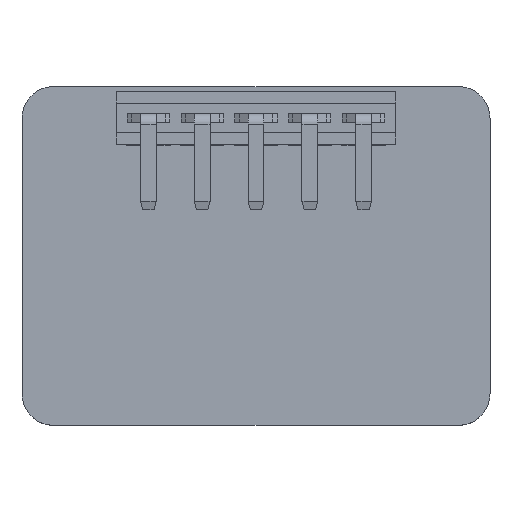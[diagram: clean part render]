
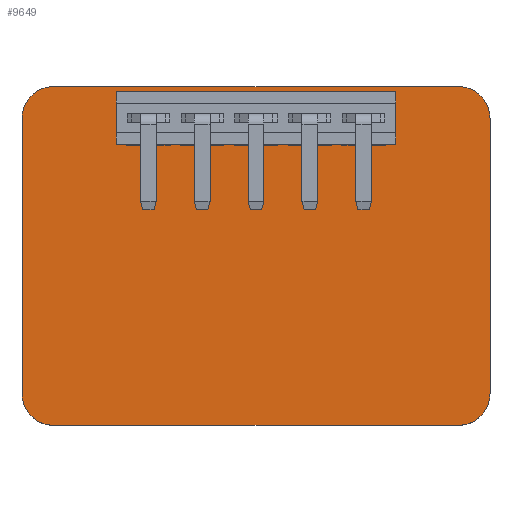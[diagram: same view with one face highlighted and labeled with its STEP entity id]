
A CAD part, top view. The second image highlights one B-rep face of the part: STEP entity #9649.
In plain terms, the highlighted planar face has unit normal (0, 0, 1).
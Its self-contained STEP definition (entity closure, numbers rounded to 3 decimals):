
#17 = EDGE_CURVE ( 'NONE', #3102, #10127, #8800, .T. ) ;
#73 = VERTEX_POINT ( 'NONE', #4924 ) ;
#75 = ORIENTED_EDGE ( 'NONE', *, *, #1216, .T. ) ;
#84 = EDGE_CURVE ( 'NONE', #8378, #3589, #4062, .T. ) ;
#425 = ORIENTED_EDGE ( 'NONE', *, *, #5893, .T. ) ;
#546 = DIRECTION ( 'NONE',  ( 1., 0., 0. ) ) ;
#682 = VERTEX_POINT ( 'NONE', #8860 ) ;
#988 = DIRECTION ( 'NONE',  ( 1., 0., 0. ) ) ;
#1041 = DIRECTION ( 'NONE',  ( 0., 0., 1. ) ) ;
#1216 = EDGE_CURVE ( 'NONE', #3900, #8378, #6672, .T. ) ;
#1390 = LINE ( 'NONE', #8406, #3608 ) ;
#1588 = DIRECTION ( 'NONE',  ( 0., -1., 0. ) ) ;
#1792 = CARTESIAN_POINT ( 'NONE',  ( -83.884, 3.793, 39.534 ) ) ;
#1858 = CARTESIAN_POINT ( 'NONE',  ( -104.484, 5.293, 39.534 ) ) ;
#1973 = CARTESIAN_POINT ( 'NONE',  ( -85.384, 5.293, 39.534 ) ) ;
#2313 = DIRECTION ( 'NONE',  ( -1., 0., 0. ) ) ;
#3102 = VERTEX_POINT ( 'NONE', #5494 ) ;
#3195 = FACE_OUTER_BOUND ( 'NONE', #6373, .T. ) ;
#3196 = ORIENTED_EDGE ( 'NONE', *, *, #84, .T. ) ;
#3589 = VERTEX_POINT ( 'NONE', #5837 ) ;
#3608 = VECTOR ( 'NONE', #1588, 1000. ) ;
#3609 = ORIENTED_EDGE ( 'NONE', *, *, #5484, .T. ) ;
#3900 = VERTEX_POINT ( 'NONE', #3985 ) ;
#3985 = CARTESIAN_POINT ( 'NONE',  ( -104.484, 19.793, 39.534 ) ) ;
#4002 = DIRECTION ( 'NONE',  ( 0., 0., 1. ) ) ;
#4060 = DIRECTION ( 'NONE',  ( 1., 0., 0. ) ) ;
#4062 = LINE ( 'NONE', #8081, #10015 ) ;
#4885 = DIRECTION ( 'NONE',  ( 0., -1., 0. ) ) ;
#4924 = CARTESIAN_POINT ( 'NONE',  ( -83.884, 18.293, 39.534 ) ) ;
#5027 = CARTESIAN_POINT ( 'NONE',  ( -104.484, 18.293, 39.534 ) ) ;
#5175 = EDGE_CURVE ( 'NONE', #73, #682, #5185, .T. ) ;
#5185 = CIRCLE ( 'NONE', #9779, 1.5 ) ;
#5219 = CARTESIAN_POINT ( 'NONE',  ( -104.484, 3.793, 39.534 ) ) ;
#5238 = VECTOR ( 'NONE', #2313, 1000. ) ;
#5249 = CARTESIAN_POINT ( 'NONE',  ( -105.984, 18.293, 39.534 ) ) ;
#5433 = ORIENTED_EDGE ( 'NONE', *, *, #8136, .T. ) ;
#5484 = EDGE_CURVE ( 'NONE', #3102, #9444, #5680, .T. ) ;
#5494 = CARTESIAN_POINT ( 'NONE',  ( -85.384, 3.793, 39.534 ) ) ;
#5505 = AXIS2_PLACEMENT_3D ( 'NONE', #1858, #1041, #988 ) ;
#5680 = CIRCLE ( 'NONE', #7134, 1.5 ) ;
#5837 = CARTESIAN_POINT ( 'NONE',  ( -105.984, 5.293, 39.534 ) ) ;
#5893 = EDGE_CURVE ( 'NONE', #682, #3900, #10123, .T. ) ;
#6169 = PLANE ( 'NONE',  #7451 ) ;
#6368 = EDGE_CURVE ( 'NONE', #73, #9444, #1390, .T. ) ;
#6373 = EDGE_LOOP ( 'NONE', ( #8062, #6929, #425, #75, #3196, #5433, #8228, #3609 ) ) ;
#6672 = CIRCLE ( 'NONE', #8984, 1.5 ) ;
#6706 = DIRECTION ( 'NONE',  ( 1., 0., 0. ) ) ;
#6929 = ORIENTED_EDGE ( 'NONE', *, *, #5175, .T. ) ;
#7095 = DIRECTION ( 'NONE',  ( 1., 0., 0. ) ) ;
#7134 = AXIS2_PLACEMENT_3D ( 'NONE', #1973, #9859, #6706 ) ;
#7451 = AXIS2_PLACEMENT_3D ( 'NONE', #10156, #4002, #7095 ) ;
#7496 = CIRCLE ( 'NONE', #5505, 1.5 ) ;
#7566 = CARTESIAN_POINT ( 'NONE',  ( -85.384, 18.293, 39.534 ) ) ;
#8062 = ORIENTED_EDGE ( 'NONE', *, *, #6368, .F. ) ;
#8081 = CARTESIAN_POINT ( 'NONE',  ( -105.984, 19.793, 39.534 ) ) ;
#8136 = EDGE_CURVE ( 'NONE', #3589, #10127, #7496, .T. ) ;
#8228 = ORIENTED_EDGE ( 'NONE', *, *, #17, .F. ) ;
#8338 = DIRECTION ( 'NONE',  ( 0., 0., 1. ) ) ;
#8378 = VERTEX_POINT ( 'NONE', #5249 ) ;
#8406 = CARTESIAN_POINT ( 'NONE',  ( -83.884, 19.793, 39.534 ) ) ;
#8539 = VECTOR ( 'NONE', #8751, 1000. ) ;
#8751 = DIRECTION ( 'NONE',  ( -1., 0., 0. ) ) ;
#8800 = LINE ( 'NONE', #1792, #8539 ) ;
#8860 = CARTESIAN_POINT ( 'NONE',  ( -85.384, 19.793, 39.534 ) ) ;
#8984 = AXIS2_PLACEMENT_3D ( 'NONE', #5027, #9756, #4060 ) ;
#9299 = CARTESIAN_POINT ( 'NONE',  ( -83.884, 19.793, 39.534 ) ) ;
#9438 = CARTESIAN_POINT ( 'NONE',  ( -83.884, 5.293, 39.534 ) ) ;
#9444 = VERTEX_POINT ( 'NONE', #9438 ) ;
#9649 = ADVANCED_FACE ( 'NONE', ( #3195 ), #6169, .T. ) ;
#9756 = DIRECTION ( 'NONE',  ( 0., 0., 1. ) ) ;
#9779 = AXIS2_PLACEMENT_3D ( 'NONE', #7566, #8338, #546 ) ;
#9859 = DIRECTION ( 'NONE',  ( 0., 0., 1. ) ) ;
#10015 = VECTOR ( 'NONE', #4885, 1000. ) ;
#10123 = LINE ( 'NONE', #9299, #5238 ) ;
#10127 = VERTEX_POINT ( 'NONE', #5219 ) ;
#10156 = CARTESIAN_POINT ( 'NONE',  ( -94.934, 11.793, 39.534 ) ) ;
